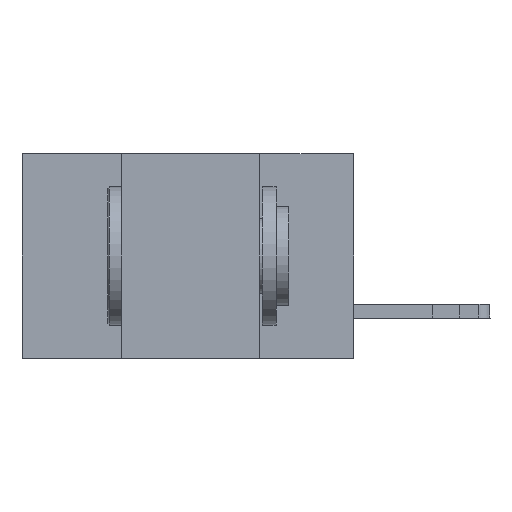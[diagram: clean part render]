
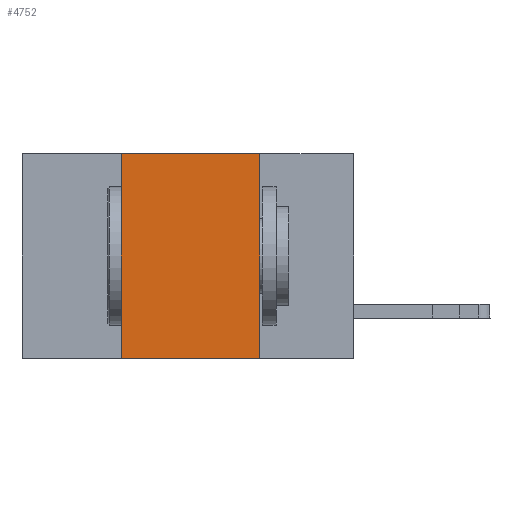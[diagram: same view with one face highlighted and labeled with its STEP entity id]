
A CAD part, left-side view. The second image highlights one B-rep face of the part: STEP entity #4752.
In plain terms, the highlighted planar face has unit normal (-1, 0, 0).
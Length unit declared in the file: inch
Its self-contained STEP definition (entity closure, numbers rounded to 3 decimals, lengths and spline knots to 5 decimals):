
#1178 = VECTOR ( 'NONE', #19803, 39.37008 ) ;
#2702 = DIRECTION ( 'NONE',  ( 0., 0., -1. ) ) ;
#4413 = VECTOR ( 'NONE', #13305, 39.37008 ) ;
#4752 = ADVANCED_FACE ( 'NONE', ( #6382 ), #12540, .F. ) ;
#4864 = VERTEX_POINT ( 'NONE', #11319 ) ;
#6067 = ORIENTED_EDGE ( 'NONE', *, *, #16586, .F. ) ;
#6382 = FACE_OUTER_BOUND ( 'NONE', #10876, .T. ) ;
#7086 = CARTESIAN_POINT ( 'NONE',  ( 0., 0.6, -0.37 ) ) ;
#7732 = DIRECTION ( 'NONE',  ( 1., 0., 0. ) ) ;
#8011 = LINE ( 'NONE', #19091, #20587 ) ;
#8339 = EDGE_CURVE ( 'NONE', #9003, #18451, #8011, .T. ) ;
#9003 = VERTEX_POINT ( 'NONE', #20436 ) ;
#10001 = CARTESIAN_POINT ( 'NONE',  ( 0., 0.42, 0. ) ) ;
#10876 = EDGE_LOOP ( 'NONE', ( #6067, #18069, #20518, #19018 ) ) ;
#11319 = CARTESIAN_POINT ( 'NONE',  ( 0., 0.42, -0.37 ) ) ;
#11621 = DIRECTION ( 'NONE',  ( 0., 0., 1. ) ) ;
#12540 = PLANE ( 'NONE',  #20685 ) ;
#12751 = DIRECTION ( 'NONE',  ( 0., -1., 0. ) ) ;
#12986 = LINE ( 'NONE', #18115, #1178 ) ;
#13305 = DIRECTION ( 'NONE',  ( 0., -1., 0. ) ) ;
#14197 = LINE ( 'NONE', #10001, #18081 ) ;
#15529 = CARTESIAN_POINT ( 'NONE',  ( 0., 0.17, -0.37 ) ) ;
#16586 = EDGE_CURVE ( 'NONE', #18451, #17269, #12986, .T. ) ;
#16923 = CARTESIAN_POINT ( 'NONE',  ( 0., 0.17, 0. ) ) ;
#17269 = VERTEX_POINT ( 'NONE', #15529 ) ;
#18066 = LINE ( 'NONE', #7086, #4413 ) ;
#18069 = ORIENTED_EDGE ( 'NONE', *, *, #8339, .F. ) ;
#18081 = VECTOR ( 'NONE', #11621, 39.37008 ) ;
#18115 = CARTESIAN_POINT ( 'NONE',  ( 0., 0.17, 0. ) ) ;
#18268 = EDGE_CURVE ( 'NONE', #4864, #9003, #14197, .T. ) ;
#18451 = VERTEX_POINT ( 'NONE', #16923 ) ;
#19018 = ORIENTED_EDGE ( 'NONE', *, *, #19077, .T. ) ;
#19077 = EDGE_CURVE ( 'NONE', #4864, #17269, #18066, .T. ) ;
#19091 = CARTESIAN_POINT ( 'NONE',  ( 0., 0.6, 0. ) ) ;
#19295 = CARTESIAN_POINT ( 'NONE',  ( 0., 0.6, 0. ) ) ;
#19803 = DIRECTION ( 'NONE',  ( 0., 0., -1. ) ) ;
#20436 = CARTESIAN_POINT ( 'NONE',  ( 0., 0.42, 0. ) ) ;
#20518 = ORIENTED_EDGE ( 'NONE', *, *, #18268, .F. ) ;
#20587 = VECTOR ( 'NONE', #12751, 39.37008 ) ;
#20685 = AXIS2_PLACEMENT_3D ( 'NONE', #19295, #7732, #2702 ) ;
